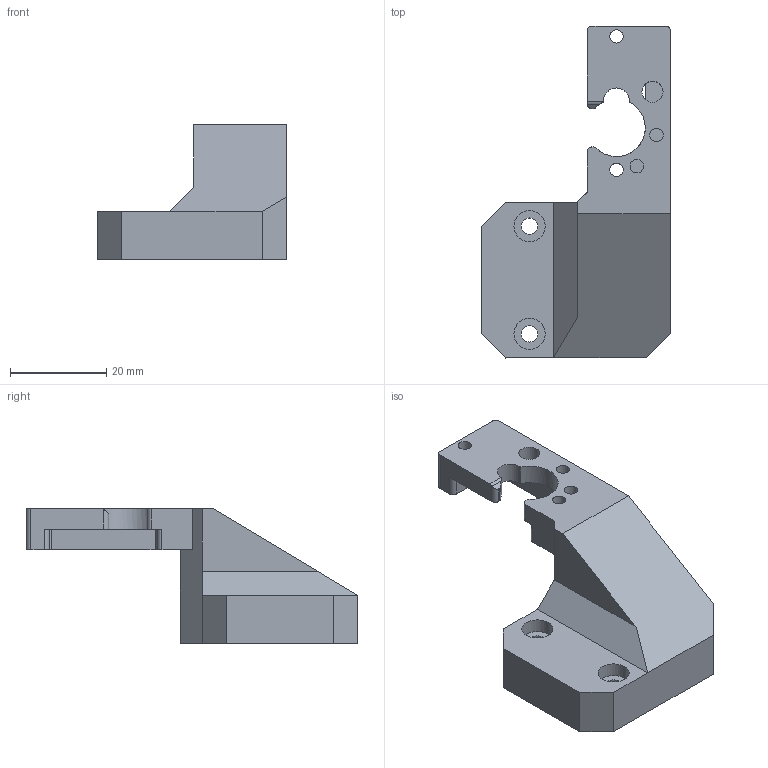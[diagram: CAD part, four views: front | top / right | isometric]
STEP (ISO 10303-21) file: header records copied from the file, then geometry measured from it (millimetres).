
FILE_DESCRIPTION(/* description */ ('STEP AP242','CAx-IF Rec.Pracs.---Representation and Presentation of Product Manufacturing Information (PMI)---4.0---2014-10-13','CAx-IF Rec.Pracs.---3D Tessellated Geometry---0.4---2014-09-14','2;1'),/* implementation_level */ '2;1');
FILE_NAME(/* name */ '657f7b4871f4d123be9735a2',/* time_stamp */ '2023-12-17T22:50:48Z',/* author */ (''),/* organization */ (''),/* preprocessor_version */ 'ST-DEVELOPER v19.4',/* originating_system */ ' ',/* authorisation */ ' ');
FILE_SCHEMA (('AP242_MANAGED_MODEL_BASED_3D_ENGINEERING_MIM_LF { 1 0 10303 442 1 1 4 }'));
Length unit declared in the file: metre
Products named in the file (1): RailMountSide
Bounding box: 39.35 x 69.1 x 28 mm (x, y, z)
Volume: 23505.1 mm3; surface area: 7275.6 mm2
Topology: 1 solids, 1 shells, 61 faces, 165 edges, 109 vertices
Faces by surface type: plane 35, cylinder 26
Full cylindrical faces by diameter (mm): 2.8 x4, 3.4 x2, 4.4 x1, 6.5 x2
Entity records: 1901 total; most frequent: CARTESIAN_POINT 330, DIRECTION 327, ORIENTED_EDGE 306, EDGE_CURVE 153, AXIS2_PLACEMENT_3D 115, VERTEX_POINT 106, LINE 97, VECTOR 97
